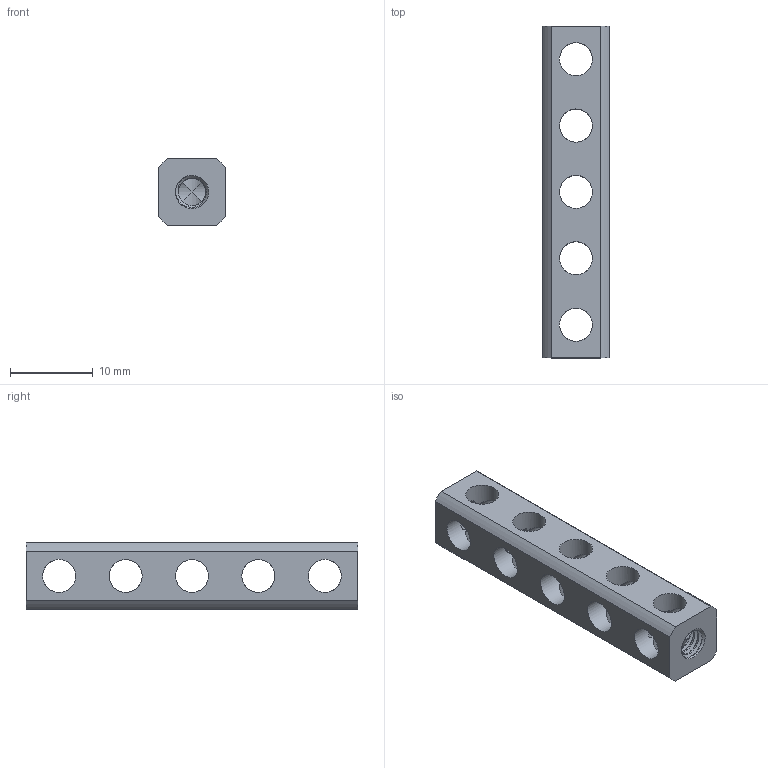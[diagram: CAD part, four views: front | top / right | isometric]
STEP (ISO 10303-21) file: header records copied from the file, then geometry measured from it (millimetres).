
FILE_DESCRIPTION( ( '' ), ' ' );
FILE_NAME( '5a2ac77272ac810ef6302df0.step', '2017-12-08T17:10:10', ( '' ), ( '' ), ' ', ' ', ' ' );
FILE_SCHEMA( ( 'AUTOMOTIVE_DESIGN { 1 0 10303 214 1 1 1 1 }' ) );
Length unit declared in the file: metre
Products named in the file (1): 1119-0005-0040
Bounding box: 8 x 40 x 8 mm (x, y, z)
Volume: 1567.9 mm3; surface area: 1889.1 mm2
Topology: 1 solids, 1 shells, 100 faces, 478 edges, 364 vertices
Faces by surface type: cylinder 66, bspline 26, plane 6, cone 2
Full cylindrical faces by diameter (mm): 4 x20
Entity records: 8216 total; most frequent: CARTESIAN_POINT 4329, ORIENTED_EDGE 916, EDGE_CURVE 458, DIRECTION 400, VERTEX_POINT 364, AXIS2_PLACEMENT_3D 192, EDGE_LOOP 142, B_SPLINE_CURVE_WITH_KNOTS 130
